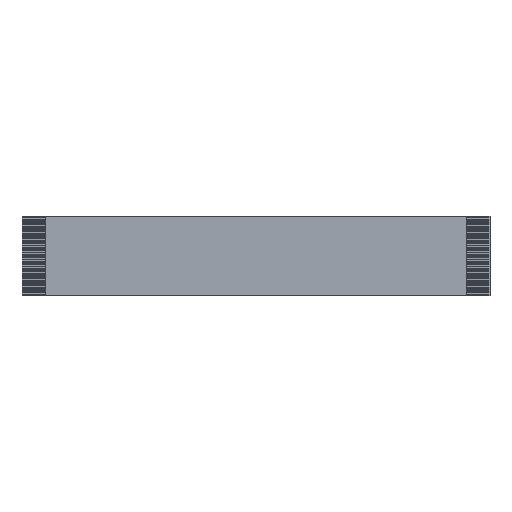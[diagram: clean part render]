
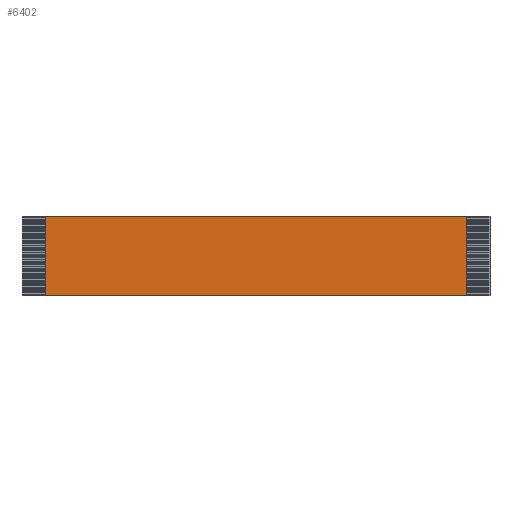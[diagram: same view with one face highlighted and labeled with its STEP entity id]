
A CAD part, top view. The second image highlights one B-rep face of the part: STEP entity #6402.
In plain terms, the highlighted planar face has unit normal (0, 0, 1).
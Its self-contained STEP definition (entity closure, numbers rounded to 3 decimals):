
#1363=ORIENTED_EDGE('',*,*,#1939,.T.);
#1364=ORIENTED_EDGE('',*,*,#2142,.F.);
#1365=ORIENTED_EDGE('',*,*,#1936,.F.);
#1366=ORIENTED_EDGE('',*,*,#2141,.T.);
#1936=EDGE_CURVE('',#2563,#2564,#3066,.T.);
#1939=EDGE_CURVE('',#2566,#2565,#3069,.T.);
#2141=EDGE_CURVE('',#2563,#2566,#3271,.T.);
#2142=EDGE_CURVE('',#2564,#2565,#3272,.T.);
#2563=VERTEX_POINT('',#8774);
#2564=VERTEX_POINT('',#8776);
#2565=VERTEX_POINT('',#8780);
#2566=VERTEX_POINT('',#8782);
#3066=LINE('',#8775,#3772);
#3069=LINE('',#8781,#3775);
#3271=LINE('',#9121,#3977);
#3272=LINE('',#9123,#3978);
#3772=VECTOR('',#7287,1000.);
#3775=VECTOR('',#7292,1000.);
#3977=VECTOR('',#7768,1000.);
#3978=VECTOR('',#7771,1000.);
#4195=EDGE_LOOP('',(#1363,#1364,#1365,#1366));
#4413=FACE_BOUND('',#4195,.T.);
#4631=PLANE('',#6627);
#6402=ADVANCED_FACE('',(#4413),#4631,.F.);
#6627=AXIS2_PLACEMENT_3D('',#9122,#7769,#7770);
#7287=DIRECTION('',(1.,0.,0.));
#7292=DIRECTION('',(1.,0.,0.));
#7768=DIRECTION('',(0.,-1.,0.));
#7769=DIRECTION('',(0.,0.,-1.));
#7770=DIRECTION('',(-1.,0.,0.));
#7771=DIRECTION('',(0.,-1.,0.));
#8774=CARTESIAN_POINT('',(-45.,8.5,0.138));
#8775=CARTESIAN_POINT('',(-45.,8.5,0.138));
#8776=CARTESIAN_POINT('',(45.,8.5,0.138));
#8780=CARTESIAN_POINT('',(45.,-8.5,0.138));
#8781=CARTESIAN_POINT('',(-45.,-8.5,0.138));
#8782=CARTESIAN_POINT('',(-45.,-8.5,0.138));
#9121=CARTESIAN_POINT('',(-45.,8.5,0.138));
#9122=CARTESIAN_POINT('',(-45.,8.5,0.138));
#9123=CARTESIAN_POINT('',(45.,8.5,0.138));
